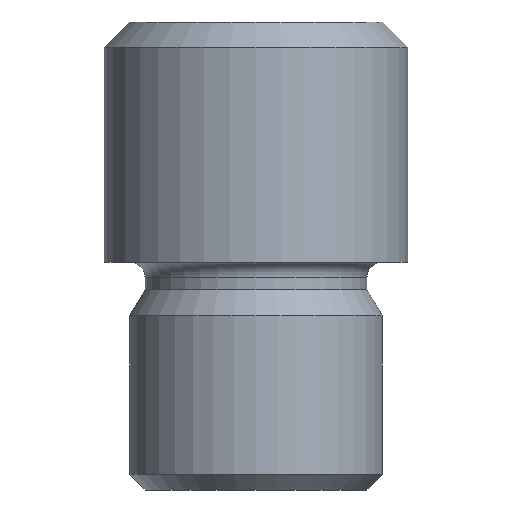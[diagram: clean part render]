
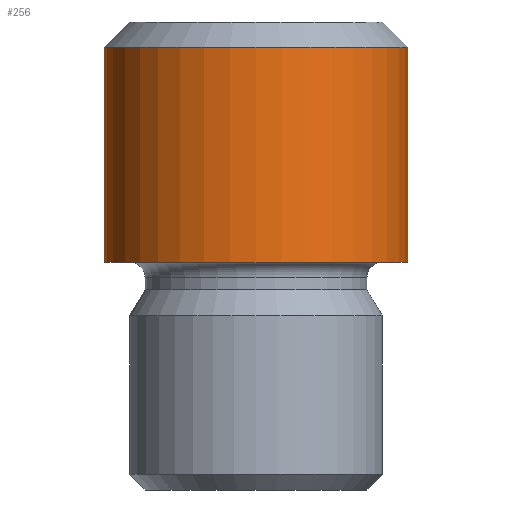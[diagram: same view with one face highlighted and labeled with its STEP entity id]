
A CAD part, front view. The second image highlights one B-rep face of the part: STEP entity #256.
In plain terms, the highlighted cylindrical face has radius 6 mm (diameter 12 mm), a full revolution.
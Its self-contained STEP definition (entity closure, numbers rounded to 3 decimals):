
#46=CYLINDRICAL_SURFACE('',#291,6.);
#76=ORIENTED_EDGE('',*,*,#132,.F.);
#77=ORIENTED_EDGE('',*,*,#131,.T.);
#131=EDGE_CURVE('',#160,#160,#178,.T.);
#132=EDGE_CURVE('',#161,#161,#179,.T.);
#160=VERTEX_POINT('',#434);
#161=VERTEX_POINT('',#437);
#178=CIRCLE('',#290,6.);
#179=CIRCLE('',#292,6.);
#193=EDGE_LOOP('',(#76));
#194=EDGE_LOOP('',(#77));
#223=FACE_BOUND('',#193,.T.);
#224=FACE_BOUND('',#194,.T.);
#256=ADVANCED_FACE('',(#223,#224),#46,.T.);
#290=AXIS2_PLACEMENT_3D('',#433,#327,#328);
#291=AXIS2_PLACEMENT_3D('',#435,#329,#330);
#292=AXIS2_PLACEMENT_3D('',#436,#331,#332);
#327=DIRECTION('',(0.,0.,-1.));
#328=DIRECTION('',(0.,1.,0.));
#329=DIRECTION('',(0.,0.,-1.));
#330=DIRECTION('',(0.,1.,0.));
#331=DIRECTION('',(0.,0.,-1.));
#332=DIRECTION('',(0.,1.,0.));
#433=CARTESIAN_POINT('',(0.,0.,-1.));
#434=CARTESIAN_POINT('',(0.,6.,-1.));
#435=CARTESIAN_POINT('',(0.,0.,-18.5));
#436=CARTESIAN_POINT('',(0.,0.,-9.5));
#437=CARTESIAN_POINT('',(0.,6.,-9.5));
